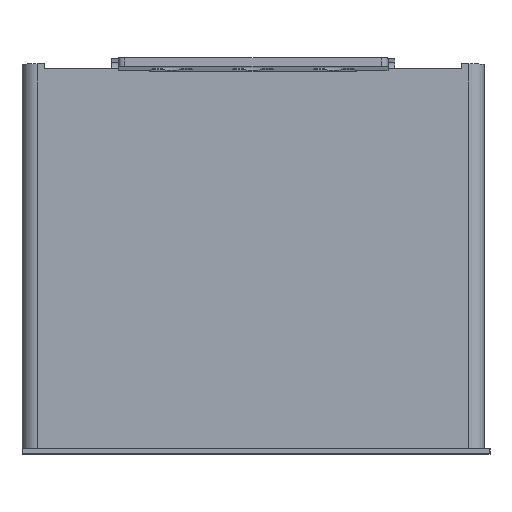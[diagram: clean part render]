
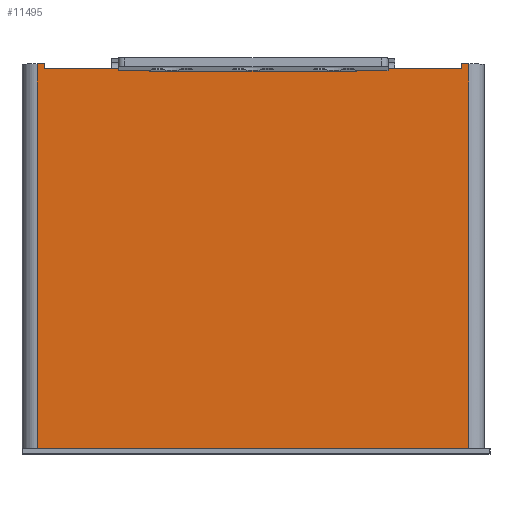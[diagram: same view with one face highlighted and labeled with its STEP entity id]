
A CAD part, top view. The second image highlights one B-rep face of the part: STEP entity #11495.
In plain terms, the highlighted planar face has unit normal (0, 0, 1).
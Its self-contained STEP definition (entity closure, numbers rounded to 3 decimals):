
#694=ORIENTED_EDGE('',*,*,#3975,.T.);
#695=ORIENTED_EDGE('',*,*,#4040,.F.);
#696=ORIENTED_EDGE('',*,*,#4041,.T.);
#697=ORIENTED_EDGE('',*,*,#4042,.T.);
#698=ORIENTED_EDGE('',*,*,#3870,.T.);
#699=ORIENTED_EDGE('',*,*,#4043,.F.);
#700=ORIENTED_EDGE('',*,*,#4044,.F.);
#701=ORIENTED_EDGE('',*,*,#4045,.T.);
#702=ORIENTED_EDGE('',*,*,#4046,.F.);
#703=ORIENTED_EDGE('',*,*,#4047,.F.);
#704=ORIENTED_EDGE('',*,*,#4048,.T.);
#705=ORIENTED_EDGE('',*,*,#4049,.T.);
#3870=EDGE_CURVE('',#5588,#5587,#6730,.T.);
#3975=EDGE_CURVE('',#5666,#5665,#6835,.T.);
#4040=EDGE_CURVE('',#5725,#5665,#6900,.T.);
#4041=EDGE_CURVE('',#5725,#5726,#6901,.T.);
#4042=EDGE_CURVE('',#5726,#5588,#6902,.T.);
#4043=EDGE_CURVE('',#5727,#5587,#6903,.T.);
#4044=EDGE_CURVE('',#5728,#5727,#6904,.T.);
#4045=EDGE_CURVE('',#5728,#5729,#6905,.T.);
#4046=EDGE_CURVE('',#5730,#5729,#6906,.T.);
#4047=EDGE_CURVE('',#5731,#5730,#6907,.T.);
#4048=EDGE_CURVE('',#5731,#5732,#6908,.T.);
#4049=EDGE_CURVE('',#5732,#5666,#6909,.T.);
#5587=VERTEX_POINT('',#17827);
#5588=VERTEX_POINT('',#17829);
#5665=VERTEX_POINT('',#18038);
#5666=VERTEX_POINT('',#18040);
#5725=VERTEX_POINT('',#18178);
#5726=VERTEX_POINT('',#18180);
#5727=VERTEX_POINT('',#18183);
#5728=VERTEX_POINT('',#18185);
#5729=VERTEX_POINT('',#18187);
#5730=VERTEX_POINT('',#18189);
#5731=VERTEX_POINT('',#18191);
#5732=VERTEX_POINT('',#18193);
#6730=LINE('',#17828,#8225);
#6835=LINE('',#18039,#8330);
#6900=LINE('',#18177,#8395);
#6901=LINE('',#18179,#8396);
#6902=LINE('',#18181,#8397);
#6903=LINE('',#18182,#8398);
#6904=LINE('',#18184,#8399);
#6905=LINE('',#18186,#8400);
#6906=LINE('',#18188,#8401);
#6907=LINE('',#18190,#8402);
#6908=LINE('',#18192,#8403);
#6909=LINE('',#18194,#8404);
#8225=VECTOR('',#14660,1000.);
#8330=VECTOR('',#14821,1000.);
#8395=VECTOR('',#14914,1000.);
#8396=VECTOR('',#14915,1000.);
#8397=VECTOR('',#14916,1000.);
#8398=VECTOR('',#14917,1000.);
#8399=VECTOR('',#14918,1000.);
#8400=VECTOR('',#14919,1000.);
#8401=VECTOR('',#14920,1000.);
#8402=VECTOR('',#14921,1000.);
#8403=VECTOR('',#14922,1000.);
#8404=VECTOR('',#14923,1000.);
#9756=EDGE_LOOP('',(#694,#695,#696,#697,#698,#699,#700,#701,#702,#703,#704,
#705));
#10384=FACE_BOUND('',#9756,.T.);
#11012=PLANE('',#13859);
#11495=ADVANCED_FACE('',(#10384),#11012,.T.);
#13859=AXIS2_PLACEMENT_3D('',#18176,#14912,#14913);
#14660=DIRECTION('',(-1.,0.,0.));
#14821=DIRECTION('',(-1.,0.,0.));
#14912=DIRECTION('',(0.,0.,1.));
#14913=DIRECTION('',(0.,-1.,0.));
#14914=DIRECTION('',(0.,1.,0.));
#14915=DIRECTION('',(-1.,0.,0.));
#14916=DIRECTION('',(0.,1.,0.));
#14917=DIRECTION('',(0.,-1.,0.));
#14918=DIRECTION('',(1.,0.,0.));
#14919=DIRECTION('',(0.,-1.,0.));
#14920=DIRECTION('',(-1.,0.,0.));
#14921=DIRECTION('',(0.,-1.,0.));
#14922=DIRECTION('',(-1.,0.,0.));
#14923=DIRECTION('',(0.,-1.,0.));
#17827=CARTESIAN_POINT('',(-6.967,6.33,7.));
#17828=CARTESIAN_POINT('',(7.7,6.33,7.));
#17829=CARTESIAN_POINT('',(-3.45,6.33,7.));
#18038=CARTESIAN_POINT('',(3.45,6.33,7.));
#18039=CARTESIAN_POINT('',(7.7,6.33,7.));
#18040=CARTESIAN_POINT('',(6.967,6.33,7.));
#18176=CARTESIAN_POINT('',(7.7,-6.33,7.));
#18177=CARTESIAN_POINT('',(3.45,6.23,7.));
#18178=CARTESIAN_POINT('',(3.45,6.23,7.));
#18179=CARTESIAN_POINT('',(3.45,6.23,7.));
#18180=CARTESIAN_POINT('',(-3.45,6.23,7.));
#18181=CARTESIAN_POINT('',(-3.45,6.23,7.));
#18182=CARTESIAN_POINT('',(-6.967,6.475,7.));
#18183=CARTESIAN_POINT('',(-6.967,6.475,7.));
#18184=CARTESIAN_POINT('',(-7.7,6.475,7.));
#18185=CARTESIAN_POINT('',(-7.2,6.475,7.));
#18186=CARTESIAN_POINT('',(-7.2,6.475,7.));
#18187=CARTESIAN_POINT('',(-7.2,-6.33,7.));
#18188=CARTESIAN_POINT('',(7.7,-6.33,7.));
#18189=CARTESIAN_POINT('',(7.2,-6.33,7.));
#18190=CARTESIAN_POINT('',(7.2,6.475,7.));
#18191=CARTESIAN_POINT('',(7.2,6.475,7.));
#18192=CARTESIAN_POINT('',(7.7,6.475,7.));
#18193=CARTESIAN_POINT('',(6.967,6.475,7.));
#18194=CARTESIAN_POINT('',(6.967,6.475,7.));
